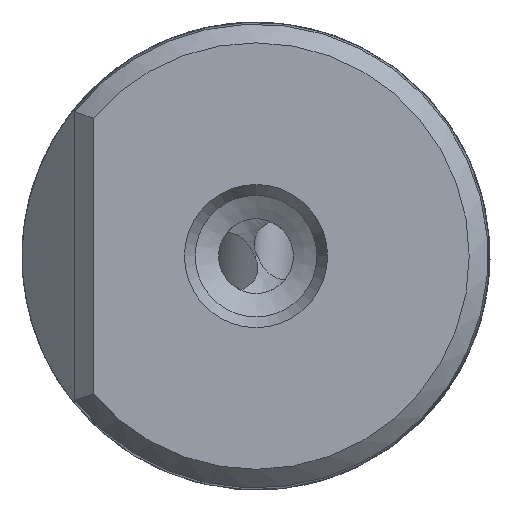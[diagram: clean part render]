
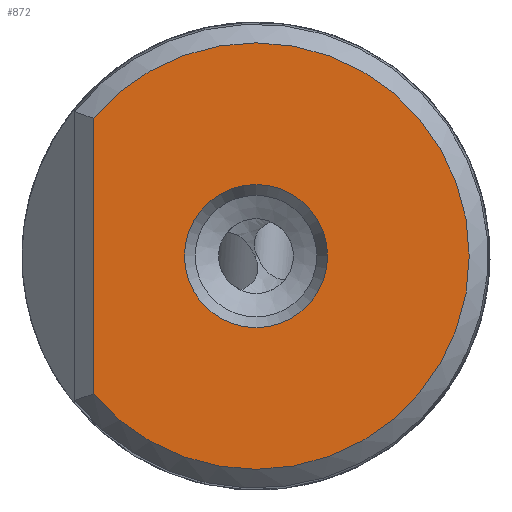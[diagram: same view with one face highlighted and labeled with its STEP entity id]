
A CAD part, left-side view. The second image highlights one B-rep face of the part: STEP entity #872.
In plain terms, the highlighted planar face has unit normal (-1, 0, 0).
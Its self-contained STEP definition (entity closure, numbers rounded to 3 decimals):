
#56 = FACE_OUTER_BOUND ( 'NONE', #1058, .T. ) ;
#181 = CARTESIAN_POINT ( 'NONE',  ( -105.8, 8.7, 0. ) ) ;
#183 = CARTESIAN_POINT ( 'NONE',  ( -105.8, 0., 0. ) ) ;
#220 = DIRECTION ( 'NONE',  ( 1., 0., 0. ) ) ;
#315 = VERTEX_POINT ( 'NONE', #1585 ) ;
#319 = DIRECTION ( 'NONE',  ( 0., 0., 1. ) ) ;
#329 = DIRECTION ( 'NONE',  ( 0., 0., -1. ) ) ;
#362 = AXIS2_PLACEMENT_3D ( 'NONE', #183, #1224, #329 ) ;
#365 = DIRECTION ( 'NONE',  ( -1., 0., 0. ) ) ;
#409 = FACE_BOUND ( 'NONE', #798, .T. ) ;
#535 = ORIENTED_EDGE ( 'NONE', *, *, #1291, .T. ) ;
#619 = VERTEX_POINT ( 'NONE', #965 ) ;
#798 = EDGE_LOOP ( 'NONE', ( #535 ) ) ;
#821 = PLANE ( 'NONE',  #1930 ) ;
#846 = CARTESIAN_POINT ( 'NONE',  ( -105.8, 8.7, -7.367 ) ) ;
#872 = ADVANCED_FACE ( 'NONE', ( #56, #409 ), #821, .T. ) ;
#953 = VECTOR ( 'NONE', #319, 1000. ) ;
#955 = CIRCLE ( 'NONE', #1265, 11.4 ) ;
#965 = CARTESIAN_POINT ( 'NONE',  ( -105.8, 0., -3.827 ) ) ;
#995 = VERTEX_POINT ( 'NONE', #846 ) ;
#1058 = EDGE_LOOP ( 'NONE', ( #1913, #1183 ) ) ;
#1112 = CARTESIAN_POINT ( 'NONE',  ( -105.8, 0., 0. ) ) ;
#1183 = ORIENTED_EDGE ( 'NONE', *, *, #1394, .F. ) ;
#1224 = DIRECTION ( 'NONE',  ( 1., 0., 0. ) ) ;
#1263 = DIRECTION ( 'NONE',  ( 0., 0., -1. ) ) ;
#1265 = AXIS2_PLACEMENT_3D ( 'NONE', #1112, #220, #1263 ) ;
#1291 = EDGE_CURVE ( 'NONE', #619, #619, #1805, .T. ) ;
#1360 = LINE ( 'NONE', #181, #953 ) ;
#1394 = EDGE_CURVE ( 'NONE', #315, #995, #955, .T. ) ;
#1553 = CARTESIAN_POINT ( 'NONE',  ( -105.8, 0., 0. ) ) ;
#1585 = CARTESIAN_POINT ( 'NONE',  ( -105.8, 8.7, 7.367 ) ) ;
#1805 = CIRCLE ( 'NONE', #362, 3.827 ) ;
#1807 = EDGE_CURVE ( 'NONE', #995, #315, #1360, .T. ) ;
#1850 = DIRECTION ( 'NONE',  ( 0., 0., 1. ) ) ;
#1913 = ORIENTED_EDGE ( 'NONE', *, *, #1807, .F. ) ;
#1930 = AXIS2_PLACEMENT_3D ( 'NONE', #1553, #365, #1850 ) ;
